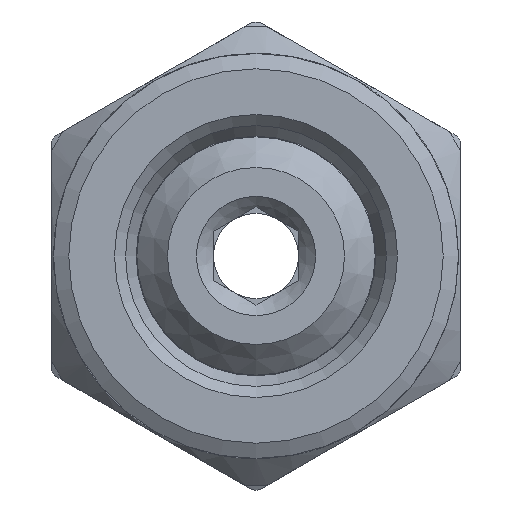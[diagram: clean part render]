
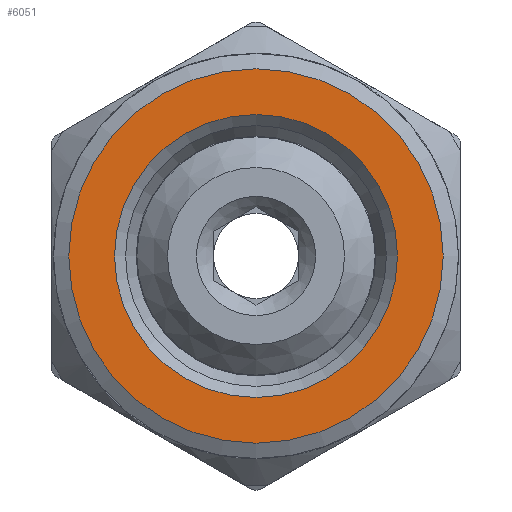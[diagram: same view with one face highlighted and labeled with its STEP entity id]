
A CAD part, left-side view. The second image highlights one B-rep face of the part: STEP entity #6051.
In plain terms, the highlighted planar face has unit normal (-1, 0, 0).
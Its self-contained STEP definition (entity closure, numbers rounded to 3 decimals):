
#780=PLANE('',#6357);
#1421=ORIENTED_EDGE('',*,*,#2477,.T.);
#1422=ORIENTED_EDGE('',*,*,#2476,.T.);
#2476=EDGE_CURVE('',#3031,#3031,#3229,.T.);
#2477=EDGE_CURVE('',#3032,#3032,#3230,.F.);
#3031=VERTEX_POINT('',#10860);
#3032=VERTEX_POINT('',#10863);
#3229=CIRCLE('',#6356,11.);
#3230=CIRCLE('',#6358,8.315);
#3429=EDGE_LOOP('',(#1421));
#3430=EDGE_LOOP('',(#1422));
#3773=FACE_BOUND('',#3429,.T.);
#3774=FACE_BOUND('',#3430,.T.);
#6051=ADVANCED_FACE('',(#3773,#3774),#780,.T.);
#6356=AXIS2_PLACEMENT_3D('',#10859,#6833,#6834);
#6357=AXIS2_PLACEMENT_3D('',#10861,#6835,#6836);
#6358=AXIS2_PLACEMENT_3D('',#10862,#6837,#6838);
#6833=DIRECTION('',(-1.,0.,0.));
#6834=DIRECTION('',(0.,0.,-1.));
#6835=DIRECTION('',(-1.,0.,0.));
#6836=DIRECTION('',(0.,0.,-1.));
#6837=DIRECTION('',(-1.,0.,0.));
#6838=DIRECTION('',(0.,0.,-1.));
#10859=CARTESIAN_POINT('',(-18.5,0.,0.));
#10860=CARTESIAN_POINT('',(-18.5,0.,-11.));
#10861=CARTESIAN_POINT('',(-18.5,0.,0.));
#10862=CARTESIAN_POINT('',(-18.5,0.,0.));
#10863=CARTESIAN_POINT('',(-18.5,0.,-8.315));
